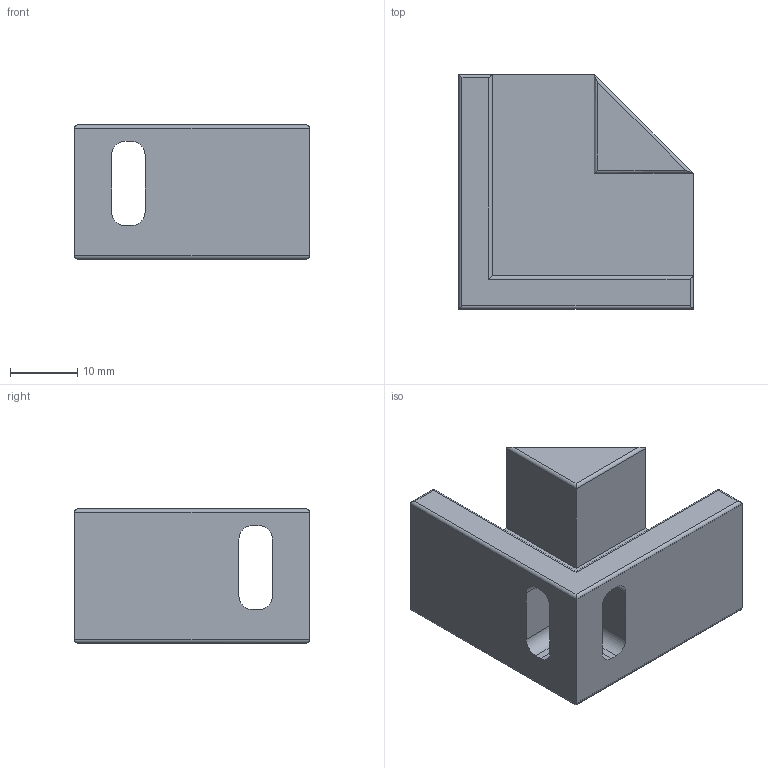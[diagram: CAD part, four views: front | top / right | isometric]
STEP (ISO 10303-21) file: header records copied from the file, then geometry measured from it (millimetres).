
FILE_DESCRIPTION(/* description */ (''),/* implementation_level */ '2;1');
FILE_NAME(/* name */ '1515.step',/* time_stamp */ '2023-03-20T21:57:09-05:00',/* author */ (''),/* organization */ (''),/* preprocessor_version */ 'ST-DEVELOPER v19.2',/* originating_system */ 'Autodesk Translation Framework v11.17.0.187',/* authorisation */ '');
FILE_SCHEMA (('AUTOMOTIVE_DESIGN { 1 0 10303 214 3 1 1 }'));
Length unit declared in the file: millimetre
Products named in the file (1): Corner Square 1515
Bounding box: 35 x 35 x 20 mm (x, y, z)
Volume: 11320.1 mm3; surface area: 5843.3 mm2
Topology: 1 solids, 1 shells, 98 faces, 240 edges, 143 vertices
Faces by surface type: cylinder 57, plane 40, cone 1
Full cylindrical faces by diameter (mm): 3 x1
Entity records: 2862 total; most frequent: DIRECTION 507, CARTESIAN_POINT 481, ORIENTED_EDGE 478, EDGE_CURVE 239, LINE 169, VECTOR 169, AXIS2_PLACEMENT_3D 169, VERTEX_POINT 143
